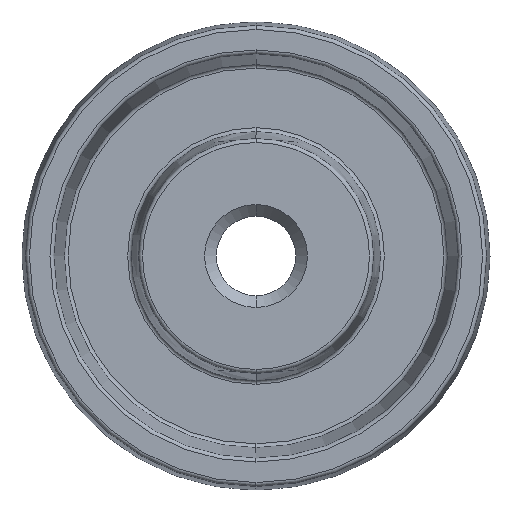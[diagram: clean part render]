
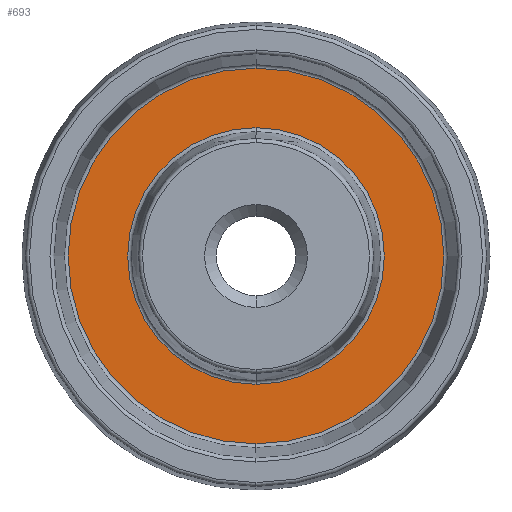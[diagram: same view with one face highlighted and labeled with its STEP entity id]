
A CAD part, left-side view. The second image highlights one B-rep face of the part: STEP entity #693.
In plain terms, the highlighted planar face has unit normal (-1, 0, 0).
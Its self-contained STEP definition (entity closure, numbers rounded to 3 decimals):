
#57 = EDGE_CURVE ( 'NONE', #1504, #1361, #1390, .T. ) ;
#90 = CARTESIAN_POINT ( 'NONE',  ( -2., 0., -24.085 ) ) ;
#106 = DIRECTION ( 'NONE',  ( -1., 0., 0. ) ) ;
#113 = EDGE_CURVE ( 'NONE', #1038, #1254, #570, .T. ) ;
#132 = ORIENTED_EDGE ( 'NONE', *, *, #359, .T. ) ;
#205 = FACE_OUTER_BOUND ( 'NONE', #669, .T. ) ;
#264 = ORIENTED_EDGE ( 'NONE', *, *, #776, .T. ) ;
#321 = FACE_BOUND ( 'NONE', #1622, .T. ) ;
#340 = DIRECTION ( 'NONE',  ( 0., 0., 1. ) ) ;
#356 = DIRECTION ( 'NONE',  ( 0., 0., 1. ) ) ;
#359 = EDGE_CURVE ( 'NONE', #1254, #1038, #1102, .T. ) ;
#424 = DIRECTION ( 'NONE',  ( 0., 0., 1. ) ) ;
#499 = CARTESIAN_POINT ( 'NONE',  ( -2., 0., 0. ) ) ;
#570 = CIRCLE ( 'NONE', #1594, 16.448 ) ;
#589 = CARTESIAN_POINT ( 'NONE',  ( -2., 24.5, 0. ) ) ;
#616 = PLANE ( 'NONE',  #1010 ) ;
#635 = AXIS2_PLACEMENT_3D ( 'NONE', #1483, #1351, #1628 ) ;
#662 = CARTESIAN_POINT ( 'NONE',  ( -2., 0., 16.448 ) ) ;
#669 = EDGE_LOOP ( 'NONE', ( #264, #1047 ) ) ;
#680 = CARTESIAN_POINT ( 'NONE',  ( -2., 0., 0. ) ) ;
#693 = ADVANCED_FACE ( 'NONE', ( #321, #205 ), #616, .T. ) ;
#732 = CARTESIAN_POINT ( 'NONE',  ( -2., 0., 24.085 ) ) ;
#776 = EDGE_CURVE ( 'NONE', #1361, #1504, #1510, .T. ) ;
#783 = AXIS2_PLACEMENT_3D ( 'NONE', #680, #1234, #356 ) ;
#891 = DIRECTION ( 'NONE',  ( -1., 0., 0. ) ) ;
#1010 = AXIS2_PLACEMENT_3D ( 'NONE', #589, #891, #340 ) ;
#1038 = VERTEX_POINT ( 'NONE', #1599 ) ;
#1047 = ORIENTED_EDGE ( 'NONE', *, *, #57, .T. ) ;
#1102 = CIRCLE ( 'NONE', #783, 16.448 ) ;
#1234 = DIRECTION ( 'NONE',  ( 1., 0., 0. ) ) ;
#1254 = VERTEX_POINT ( 'NONE', #662 ) ;
#1261 = CARTESIAN_POINT ( 'NONE',  ( -2., 0., 0. ) ) ;
#1351 = DIRECTION ( 'NONE',  ( -1., 0., 0. ) ) ;
#1361 = VERTEX_POINT ( 'NONE', #732 ) ;
#1390 = CIRCLE ( 'NONE', #635, 24.085 ) ;
#1483 = CARTESIAN_POINT ( 'NONE',  ( -2., 0., 0. ) ) ;
#1495 = DIRECTION ( 'NONE',  ( 0., 0., 1. ) ) ;
#1504 = VERTEX_POINT ( 'NONE', #90 ) ;
#1510 = CIRCLE ( 'NONE', #1674, 24.085 ) ;
#1594 = AXIS2_PLACEMENT_3D ( 'NONE', #1261, #1686, #424 ) ;
#1599 = CARTESIAN_POINT ( 'NONE',  ( -2., 0., -16.448 ) ) ;
#1622 = EDGE_LOOP ( 'NONE', ( #132, #1712 ) ) ;
#1628 = DIRECTION ( 'NONE',  ( 0., 0., 1. ) ) ;
#1674 = AXIS2_PLACEMENT_3D ( 'NONE', #499, #106, #1495 ) ;
#1686 = DIRECTION ( 'NONE',  ( 1., 0., 0. ) ) ;
#1712 = ORIENTED_EDGE ( 'NONE', *, *, #113, .T. ) ;
